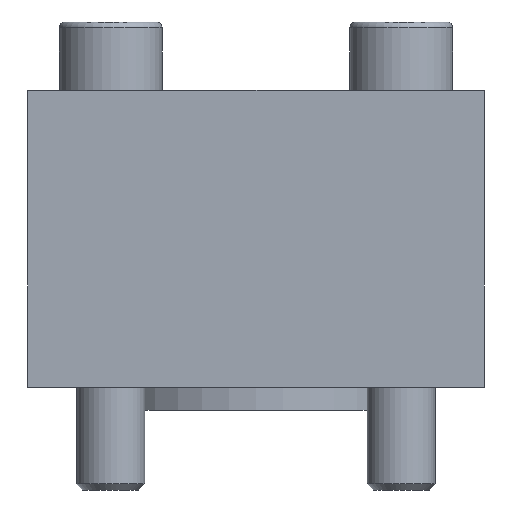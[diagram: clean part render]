
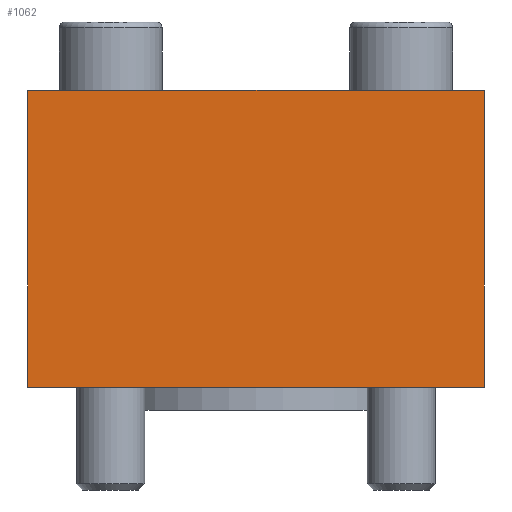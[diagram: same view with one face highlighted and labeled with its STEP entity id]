
A CAD part, left-side view. The second image highlights one B-rep face of the part: STEP entity #1062.
In plain terms, the highlighted planar face has unit normal (-1, 0, 0).
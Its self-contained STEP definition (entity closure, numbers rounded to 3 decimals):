
#35=LINE('',#1623,#119);
#39=LINE('',#1641,#123);
#40=LINE('',#1644,#124);
#41=LINE('',#1645,#125);
#119=VECTOR('',#1292,1000.);
#123=VECTOR('',#1308,1000.);
#124=VECTOR('',#1309,1000.);
#125=VECTOR('',#1310,1000.);
#204=PLANE('',#1164);
#265=ORIENTED_EDGE('',*,*,#525,.T.);
#266=ORIENTED_EDGE('',*,*,#526,.F.);
#267=ORIENTED_EDGE('',*,*,#517,.F.);
#268=ORIENTED_EDGE('',*,*,#527,.T.);
#517=EDGE_CURVE('',#647,#648,#35,.T.);
#525=EDGE_CURVE('',#655,#656,#39,.T.);
#526=EDGE_CURVE('',#648,#656,#40,.T.);
#527=EDGE_CURVE('',#647,#655,#41,.T.);
#647=VERTEX_POINT('',#1624);
#648=VERTEX_POINT('',#1625);
#655=VERTEX_POINT('',#1642);
#656=VERTEX_POINT('',#1643);
#797=EDGE_LOOP('',(#265,#266,#267,#268));
#924=FACE_BOUND('',#797,.T.);
#1062=ADVANCED_FACE('',(#924),#204,.F.);
#1164=AXIS2_PLACEMENT_3D('',#1640,#1306,#1307);
#1292=DIRECTION('',(0.,-1.,0.));
#1306=DIRECTION('',(1.,0.,0.));
#1307=DIRECTION('',(0.,0.,-1.));
#1308=DIRECTION('',(0.,-1.,0.));
#1309=DIRECTION('',(0.,0.,-1.));
#1310=DIRECTION('',(0.,0.,-1.));
#1623=CARTESIAN_POINT('',(-40.,40.,56.));
#1624=CARTESIAN_POINT('',(-40.,40.,56.));
#1625=CARTESIAN_POINT('',(-40.,-40.,56.));
#1640=CARTESIAN_POINT('',(-40.,40.,56.));
#1641=CARTESIAN_POINT('',(-40.,40.,4.));
#1642=CARTESIAN_POINT('',(-40.,40.,4.));
#1643=CARTESIAN_POINT('',(-40.,-40.,4.));
#1644=CARTESIAN_POINT('',(-40.,-40.,56.));
#1645=CARTESIAN_POINT('',(-40.,40.,56.));
